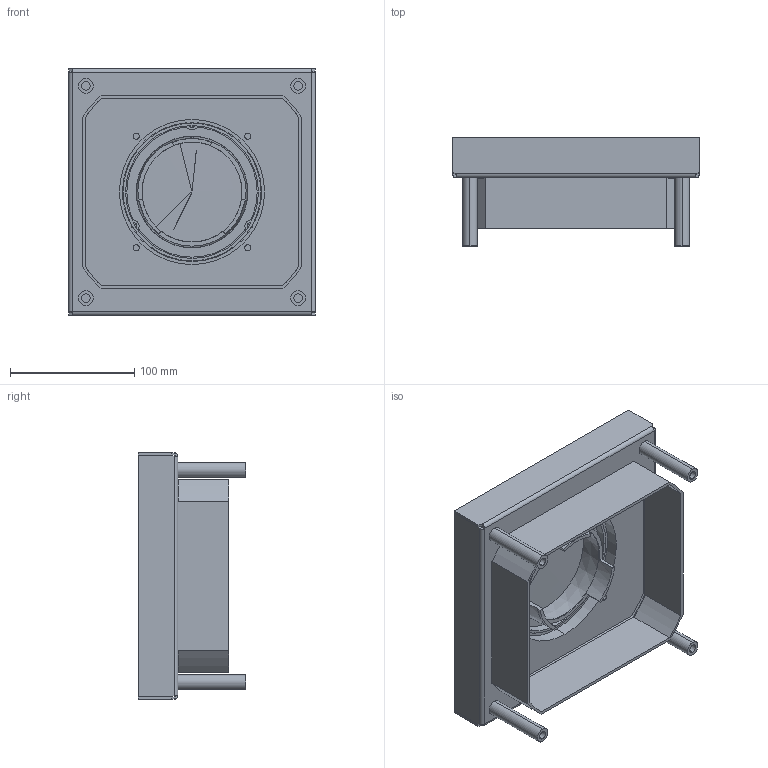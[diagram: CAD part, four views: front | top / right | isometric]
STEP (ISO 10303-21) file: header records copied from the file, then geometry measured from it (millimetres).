
FILE_DESCRIPTION((''),'2;1');
FILE_NAME('T-00933_ASM','2022-10-19T07:33:23',('letterg'),(''),'CREO PARAMETRIC BY PTC INC, 2022024','CREO PARAMETRIC BY PTC INC, 2022024','');
FILE_SCHEMA(('AUTOMOTIVE_DESIGN { 1 0 10303 214 1 1 1 1 }'));
Length unit declared in the file: millimetre
Products named in the file (12): T-00597; T-00595; T-00806_ASM; U09001; T-00588; T-00721GEN; T-00720GEN; T-G00076; T-00791GEN_ASM; T-00602; T-00862_ASM; T-00933_ASM
Assembly tree (14 placements, depth 4):
  T-00933_ASM
    T-00806_ASM
      T-00597
      T-00595
    U09001  x4
    T-00862_ASM
      T-00588
      T-00791GEN_ASM
        T-00721GEN
        T-00720GEN
        T-G00076
      T-00602
Bounding box: 199 x 87 x 199 mm (x, y, z)
Volume: 559238.2 mm3; surface area: 350828.7 mm2
Topology: 11 solids, 11 shells, 276 faces, 639 edges, 395 vertices
Faces by surface type: plane 155, cylinder 111, cone 10
Entity records: 8652 total; most frequent: DIRECTION 1304, CARTESIAN_POINT 1220, ORIENTED_EDGE 1130, EDGE_CURVE 565, AXIS2_PLACEMENT_3D 465, VECTOR 374, LINE 374, VERTEX_POINT 347
